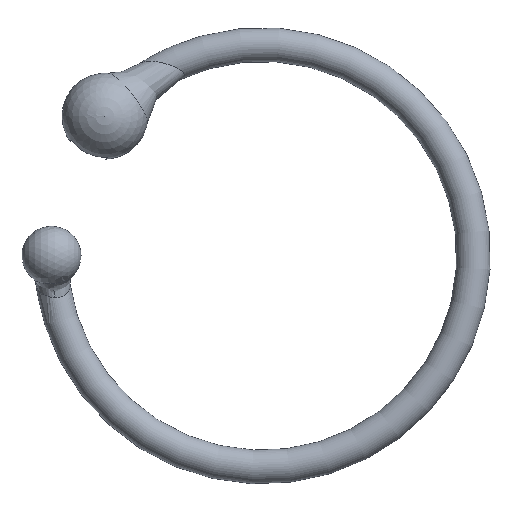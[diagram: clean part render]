
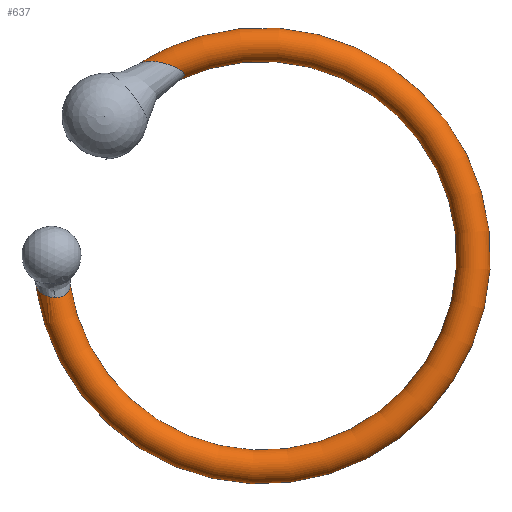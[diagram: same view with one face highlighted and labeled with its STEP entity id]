
A CAD part, top view. The second image highlights one B-rep face of the part: STEP entity #637.
In plain terms, the highlighted toroidal (fillet/blend) face has major radius 25.068 mm and minor radius 2 mm.
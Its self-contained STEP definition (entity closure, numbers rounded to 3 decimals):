
#19=TOROIDAL_SURFACE('',#698,25.068,2.);
#50=CIRCLE('',#699,23.068);
#51=CIRCLE('',#700,2.);
#93=FACE_OUTER_BOUND('',#127,.T.);
#127=EDGE_LOOP('',(#498,#499,#500,#501,#502,#503,#504,#505,#506,#507));
#213=B_SPLINE_CURVE_WITH_KNOTS('',3,(#1253,#1254,#1255,#1256,#1257,#1258,
#1259),.UNSPECIFIED.,.F.,.F.,(4,3,4),(-0.348,-0.292,
-0.218),.UNSPECIFIED.);
#218=B_SPLINE_CURVE_WITH_KNOTS('',3,(#1498,#1499,#1500,#1501),
 .UNSPECIFIED.,.F.,.F.,(4,4),(-2.811,-2.531),
 .UNSPECIFIED.);
#219=B_SPLINE_CURVE_WITH_KNOTS('',3,(#1503,#1504,#1505,#1506,#1507,#1508),
 .UNSPECIFIED.,.F.,.F.,(4,1,1,4),(-8.332,-8.238,-7.865,
-7.26),.UNSPECIFIED.);
#220=B_SPLINE_CURVE_WITH_KNOTS('',3,(#1509,#1510,#1511,#1512,#1513,#1514,
#1515,#1516,#1517,#1518,#1519,#1520),.UNSPECIFIED.,.F.,.F.,(4,1,1,1,1,1,
1,1,1,4),(-7.26,-7.118,-7.025,-6.745,
-6.371,-5.624,-4.877,-4.13,
-3.757,-3.383),.UNSPECIFIED.);
#222=B_SPLINE_CURVE_WITH_KNOTS('',3,(#1536,#1537,#1538,#1539,#1540,#1541),
 .UNSPECIFIED.,.F.,.F.,(4,1,1,4),(5.102,5.253,5.556,
5.732),.UNSPECIFIED.);
#223=B_SPLINE_CURVE_WITH_KNOTS('',3,(#1543,#1544,#1545,#1546,#1547,#1548,
#1549,#1550),.UNSPECIFIED.,.F.,.F.,(4,1,1,1,1,4),(4.042,4.117,
4.193,4.496,4.799,5.102),
 .UNSPECIFIED.);
#224=B_SPLINE_CURVE_WITH_KNOTS('',3,(#1553,#1554,#1555,#1556,#1557,#1558,
#1559),.UNSPECIFIED.,.F.,.F.,(4,1,1,1,4),(5.732,5.859,
6.011,6.086,6.162),.UNSPECIFIED.);
#249=VERTEX_POINT('',#1097);
#267=VERTEX_POINT('',#1251);
#273=VERTEX_POINT('',#1497);
#274=VERTEX_POINT('',#1502);
#275=VERTEX_POINT('',#1533);
#276=VERTEX_POINT('',#1535);
#277=VERTEX_POINT('',#1542);
#278=VERTEX_POINT('',#1551);
#346=EDGE_CURVE('',#249,#267,#213,.T.);
#358=EDGE_CURVE('',#249,#273,#218,.T.);
#359=EDGE_CURVE('',#273,#274,#219,.T.);
#360=EDGE_CURVE('',#274,#267,#220,.T.);
#362=EDGE_CURVE('',#274,#275,#50,.T.);
#363=EDGE_CURVE('',#276,#275,#222,.T.);
#364=EDGE_CURVE('',#277,#276,#223,.T.);
#365=EDGE_CURVE('',#278,#277,#51,.T.);
#366=EDGE_CURVE('',#275,#278,#224,.T.);
#498=ORIENTED_EDGE('',*,*,#358,.F.);
#499=ORIENTED_EDGE('',*,*,#346,.T.);
#500=ORIENTED_EDGE('',*,*,#360,.F.);
#501=ORIENTED_EDGE('',*,*,#362,.T.);
#502=ORIENTED_EDGE('',*,*,#363,.F.);
#503=ORIENTED_EDGE('',*,*,#364,.F.);
#504=ORIENTED_EDGE('',*,*,#365,.F.);
#505=ORIENTED_EDGE('',*,*,#366,.F.);
#506=ORIENTED_EDGE('',*,*,#362,.F.);
#507=ORIENTED_EDGE('',*,*,#359,.F.);
#637=ADVANCED_FACE('',(#93),#19,.T.);
#698=AXIS2_PLACEMENT_3D('',#1532,#808,#809);
#699=AXIS2_PLACEMENT_3D('',#1534,#810,#811);
#700=AXIS2_PLACEMENT_3D('',#1552,#812,#813);
#808=DIRECTION('center_axis',(0.,0.,1.));
#809=DIRECTION('ref_axis',(1.,0.,0.));
#810=DIRECTION('center_axis',(0.,0.,-1.));
#811=DIRECTION('ref_axis',(1.,0.,0.));
#812=DIRECTION('center_axis',(0.,1.,0.));
#813=DIRECTION('ref_axis',(1.,0.,0.));
#1097=CARTESIAN_POINT('',(-14.76,19.96,-1.985));
#1251=CARTESIAN_POINT('',(-15.683,20.795,-1.745));
#1253=CARTESIAN_POINT('Ctrl Pts',(-14.76,19.96,-1.985));
#1254=CARTESIAN_POINT('Ctrl Pts',(-14.9,20.121,-2.011));
#1255=CARTESIAN_POINT('Ctrl Pts',(-15.071,20.292,-1.995));
#1256=CARTESIAN_POINT('Ctrl Pts',(-15.219,20.426,-1.957));
#1257=CARTESIAN_POINT('Ctrl Pts',(-15.417,20.604,-1.907));
#1258=CARTESIAN_POINT('Ctrl Pts',(-15.573,20.717,-1.817));
#1259=CARTESIAN_POINT('Ctrl Pts',(-15.683,20.795,-1.745));
#1497=CARTESIAN_POINT('',(-13.881,19.874,-1.821));
#1498=CARTESIAN_POINT('Ctrl Pts',(-14.76,19.96,-1.985));
#1499=CARTESIAN_POINT('Ctrl Pts',(-14.508,19.894,-1.96));
#1500=CARTESIAN_POINT('Ctrl Pts',(-14.209,19.868,-1.904));
#1501=CARTESIAN_POINT('Ctrl Pts',(-13.881,19.874,-1.821));
#1502=CARTESIAN_POINT('',(-9.931,20.822,0.));
#1503=CARTESIAN_POINT('Ctrl Pts',(-13.881,19.874,-1.821));
#1504=CARTESIAN_POINT('Ctrl Pts',(-13.772,19.876,-1.793));
#1505=CARTESIAN_POINT('Ctrl Pts',(-13.208,19.905,-1.641));
#1506=CARTESIAN_POINT('Ctrl Pts',(-11.753,20.164,-1.132));
#1507=CARTESIAN_POINT('Ctrl Pts',(-10.46,20.568,-0.438));
#1508=CARTESIAN_POINT('Ctrl Pts',(-9.931,20.822,0.));
#1509=CARTESIAN_POINT('Ctrl Pts',(-9.931,20.822,0.));
#1510=CARTESIAN_POINT('Ctrl Pts',(-9.807,20.881,0.102));
#1511=CARTESIAN_POINT('Ctrl Pts',(-9.625,20.98,0.273));
#1512=CARTESIAN_POINT('Ctrl Pts',(-9.337,21.194,0.645));
#1513=CARTESIAN_POINT('Ctrl Pts',(-9.164,21.511,1.154));
#1514=CARTESIAN_POINT('Ctrl Pts',(-9.657,22.111,1.92));
#1515=CARTESIAN_POINT('Ctrl Pts',(-11.45,22.899,2.17));
#1516=CARTESIAN_POINT('Ctrl Pts',(-13.737,23.233,1.147));
#1517=CARTESIAN_POINT('Ctrl Pts',(-15.144,22.582,-0.256));
#1518=CARTESIAN_POINT('Ctrl Pts',(-15.71,21.599,-1.242));
#1519=CARTESIAN_POINT('Ctrl Pts',(-15.748,21.047,-1.61));
#1520=CARTESIAN_POINT('Ctrl Pts',(-15.683,20.795,-1.745));
#1532=CARTESIAN_POINT('Origin',(0.,0.,0.));
#1533=CARTESIAN_POINT('',(-22.845,-3.2,0.001));
#1534=CARTESIAN_POINT('Origin',(0.,0.,0.));
#1535=CARTESIAN_POINT('',(-24.644,-4.949,1.999));
#1536=CARTESIAN_POINT('Ctrl Pts',(-24.644,-4.949,1.999));
#1537=CARTESIAN_POINT('Ctrl Pts',(-24.371,-4.958,2.008));
#1538=CARTESIAN_POINT('Ctrl Pts',(-23.552,-4.874,1.879));
#1539=CARTESIAN_POINT('Ctrl Pts',(-22.824,-4.262,1.039));
#1540=CARTESIAN_POINT('Ctrl Pts',(-22.801,-3.512,0.272));
#1541=CARTESIAN_POINT('Ctrl Pts',(-22.845,-3.2,0.001));
#1542=CARTESIAN_POINT('',(-26.611,0.,-1.272));
#1543=CARTESIAN_POINT('Ctrl Pts',(-26.611,0.,
-1.272));
#1544=CARTESIAN_POINT('Ctrl Pts',(-26.611,-0.24,
-1.272));
#1545=CARTESIAN_POINT('Ctrl Pts',(-26.646,-0.718,
-1.223));
#1546=CARTESIAN_POINT('Ctrl Pts',(-26.856,-1.939,-0.865));
#1547=CARTESIAN_POINT('Ctrl Pts',(-27.043,-3.297,0.089));
#1548=CARTESIAN_POINT('Ctrl Pts',(-26.278,-4.584,1.495));
#1549=CARTESIAN_POINT('Ctrl Pts',(-25.188,-4.93,1.981));
#1550=CARTESIAN_POINT('Ctrl Pts',(-24.644,-4.949,1.999));
#1551=CARTESIAN_POINT('',(-23.608,0.,-1.367));
#1552=CARTESIAN_POINT('Origin',(-25.068,0.,0.));
#1553=CARTESIAN_POINT('Ctrl Pts',(-22.845,-3.201,0.001));
#1554=CARTESIAN_POINT('Ctrl Pts',(-22.877,-2.975,-0.195));
#1555=CARTESIAN_POINT('Ctrl Pts',(-23.006,-2.438,-0.613));
#1556=CARTESIAN_POINT('Ctrl Pts',(-23.296,-1.641,-1.047));
#1557=CARTESIAN_POINT('Ctrl Pts',(-23.54,-0.791,
-1.307));
#1558=CARTESIAN_POINT('Ctrl Pts',(-23.608,-0.267,
-1.367));
#1559=CARTESIAN_POINT('Ctrl Pts',(-23.608,0.,
-1.367));
